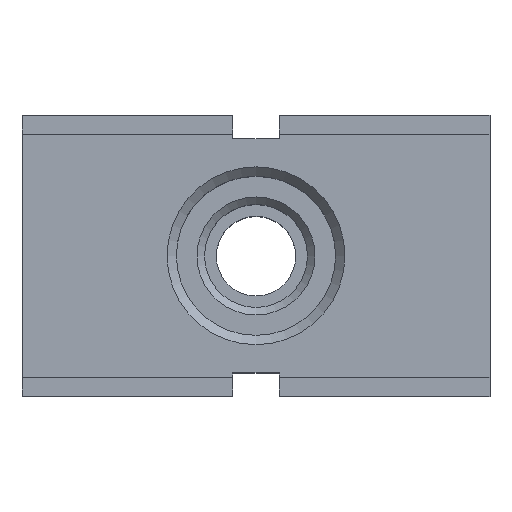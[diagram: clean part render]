
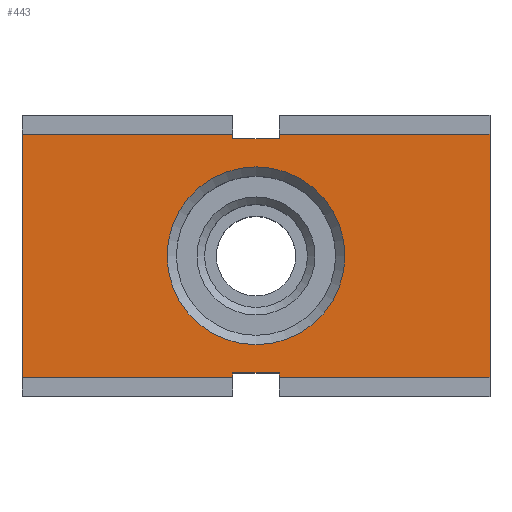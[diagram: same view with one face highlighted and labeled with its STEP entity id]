
A CAD part, top view. The second image highlights one B-rep face of the part: STEP entity #443.
In plain terms, the highlighted planar face has unit normal (0, 0, 1).
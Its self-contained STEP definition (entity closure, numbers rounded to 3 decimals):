
#443 = ADVANCED_FACE( '', ( #944, #945 ), #946, .F. );
#944 = FACE_BOUND( '', #1506, .T. );
#945 = FACE_OUTER_BOUND( '', #1507, .T. );
#946 = PLANE( '', #1508 );
#1506 = EDGE_LOOP( '', ( #2720 ) );
#1507 = EDGE_LOOP( '', ( #2721, #2722, #2723, #2724, #2725, #2726, #2727, #2728, #2729, #2730, #2731, #2732 ) );
#1508 = AXIS2_PLACEMENT_3D( '', #2733, #2734, #2735 );
#2720 = ORIENTED_EDGE( '', *, *, #3409, .T. );
#2721 = ORIENTED_EDGE( '', *, *, #3874, .F. );
#2722 = ORIENTED_EDGE( '', *, *, #3875, .T. );
#2723 = ORIENTED_EDGE( '', *, *, #3783, .T. );
#2724 = ORIENTED_EDGE( '', *, *, #3387, .F. );
#2725 = ORIENTED_EDGE( '', *, *, #3876, .F. );
#2726 = ORIENTED_EDGE( '', *, *, #3877, .F. );
#2727 = ORIENTED_EDGE( '', *, *, #3679, .T. );
#2728 = ORIENTED_EDGE( '', *, *, #3878, .T. );
#2729 = ORIENTED_EDGE( '', *, *, #3843, .F. );
#2730 = ORIENTED_EDGE( '', *, *, #3583, .F. );
#2731 = ORIENTED_EDGE( '', *, *, #3879, .F. );
#2732 = ORIENTED_EDGE( '', *, *, #3880, .F. );
#2733 = CARTESIAN_POINT( '', ( -25., 15., 25. ) );
#2734 = DIRECTION( '', ( 0., 0., -1. ) );
#2735 = DIRECTION( '', ( -1., 0., 0. ) );
#3387 = EDGE_CURVE( '', #4047, #4039, #4049, .T. );
#3409 = EDGE_CURVE( '', #4087, #4087, #4088, .T. );
#3583 = EDGE_CURVE( '', #4389, #4391, #4392, .T. );
#3679 = EDGE_CURVE( '', #4533, #4538, #4540, .T. );
#3783 = EDGE_CURVE( '', #4683, #4039, #4684, .T. );
#3843 = EDGE_CURVE( '', #4391, #4773, #4774, .T. );
#3874 = EDGE_CURVE( '', #4815, #4816, #4817, .T. );
#3875 = EDGE_CURVE( '', #4815, #4683, #4818, .T. );
#3876 = EDGE_CURVE( '', #4819, #4047, #4820, .T. );
#3877 = EDGE_CURVE( '', #4533, #4819, #4821, .T. );
#3878 = EDGE_CURVE( '', #4538, #4773, #4822, .T. );
#3879 = EDGE_CURVE( '', #4823, #4389, #4824, .T. );
#3880 = EDGE_CURVE( '', #4816, #4823, #4825, .T. );
#4039 = VERTEX_POINT( '', #5008 );
#4047 = VERTEX_POINT( '', #5020 );
#4049 = LINE( '', #5023, #5024 );
#4087 = VERTEX_POINT( '', #5074 );
#4088 = CIRCLE( '', #5075, 9.5 );
#4389 = VERTEX_POINT( '', #5520 );
#4391 = VERTEX_POINT( '', #5523 );
#4392 = LINE( '', #5524, #5525 );
#4533 = VERTEX_POINT( '', #5737 );
#4538 = VERTEX_POINT( '', #5744 );
#4540 = LINE( '', #5747, #5748 );
#4683 = VERTEX_POINT( '', #5953 );
#4684 = LINE( '', #5954, #5955 );
#4773 = VERTEX_POINT( '', #6091 );
#4774 = LINE( '', #6092, #6093 );
#4815 = VERTEX_POINT( '', #6156 );
#4816 = VERTEX_POINT( '', #6157 );
#4817 = LINE( '', #6158, #6159 );
#4818 = LINE( '', #6160, #6161 );
#4819 = VERTEX_POINT( '', #6162 );
#4820 = LINE( '', #6163, #6164 );
#4821 = LINE( '', #6165, #6166 );
#4822 = LINE( '', #6167, #6168 );
#4823 = VERTEX_POINT( '', #6169 );
#4824 = LINE( '', #6170, #6171 );
#4825 = LINE( '', #6172, #6173 );
#5008 = CARTESIAN_POINT( '', ( 2.5, 13., 25. ) );
#5020 = CARTESIAN_POINT( '', ( 2.5, 12.5, 25. ) );
#5023 = CARTESIAN_POINT( '', ( 2.5, 12.5, 25. ) );
#5024 = VECTOR( '', #6418, 1000. );
#5074 = CARTESIAN_POINT( '', ( -9.5, 0., 25. ) );
#5075 = AXIS2_PLACEMENT_3D( '', #6443, #6444, #6445 );
#5520 = CARTESIAN_POINT( '', ( -2.5, -12.5, 25. ) );
#5523 = CARTESIAN_POINT( '', ( -2.5, -13., 25. ) );
#5524 = CARTESIAN_POINT( '', ( -2.5, -12.5, 25. ) );
#5525 = VECTOR( '', #6594, 1000. );
#5737 = CARTESIAN_POINT( '', ( -2.5, 13., 25. ) );
#5744 = CARTESIAN_POINT( '', ( -25., 13., 25. ) );
#5747 = CARTESIAN_POINT( '', ( 25., 13., 25. ) );
#5748 = VECTOR( '', #6681, 1000. );
#5953 = CARTESIAN_POINT( '', ( 25., 13., 25. ) );
#5954 = CARTESIAN_POINT( '', ( 25., 13., 25. ) );
#5955 = VECTOR( '', #6759, 1000. );
#6091 = CARTESIAN_POINT( '', ( -25., -13., 25. ) );
#6092 = CARTESIAN_POINT( '', ( 25., -13., 25. ) );
#6093 = VECTOR( '', #6810, 1000. );
#6156 = CARTESIAN_POINT( '', ( 25., -13., 25. ) );
#6157 = CARTESIAN_POINT( '', ( 2.5, -13., 25. ) );
#6158 = CARTESIAN_POINT( '', ( 25., -13., 25. ) );
#6159 = VECTOR( '', #6833, 1000. );
#6160 = CARTESIAN_POINT( '', ( 25., -15., 25. ) );
#6161 = VECTOR( '', #6834, 1000. );
#6162 = CARTESIAN_POINT( '', ( -2.5, 12.5, 25. ) );
#6163 = CARTESIAN_POINT( '', ( -2.5, 12.5, 25. ) );
#6164 = VECTOR( '', #6835, 1000. );
#6165 = CARTESIAN_POINT( '', ( -2.5, 15., 25. ) );
#6166 = VECTOR( '', #6836, 1000. );
#6167 = CARTESIAN_POINT( '', ( -25., 15., 25. ) );
#6168 = VECTOR( '', #6837, 1000. );
#6169 = CARTESIAN_POINT( '', ( 2.5, -12.5, 25. ) );
#6170 = CARTESIAN_POINT( '', ( 2.5, -12.5, 25. ) );
#6171 = VECTOR( '', #6838, 1000. );
#6172 = CARTESIAN_POINT( '', ( 2.5, -15., 25. ) );
#6173 = VECTOR( '', #6839, 1000. );
#6418 = DIRECTION( '', ( 0., 1., 0. ) );
#6443 = CARTESIAN_POINT( '', ( 0., 0., 25. ) );
#6444 = DIRECTION( '', ( 0., 0., -1. ) );
#6445 = DIRECTION( '', ( -1., 0., 0. ) );
#6594 = DIRECTION( '', ( 0., -1., 0. ) );
#6681 = DIRECTION( '', ( -1., 0., 0. ) );
#6759 = DIRECTION( '', ( -1., 0., 0. ) );
#6810 = DIRECTION( '', ( -1., 0., 0. ) );
#6833 = DIRECTION( '', ( -1., 0., 0. ) );
#6834 = DIRECTION( '', ( 0., 1., 0. ) );
#6835 = DIRECTION( '', ( 1., 0., 0. ) );
#6836 = DIRECTION( '', ( 0., -1., 0. ) );
#6837 = DIRECTION( '', ( 0., -1., 0. ) );
#6838 = DIRECTION( '', ( -1., 0., 0. ) );
#6839 = DIRECTION( '', ( 0., 1., 0. ) );
